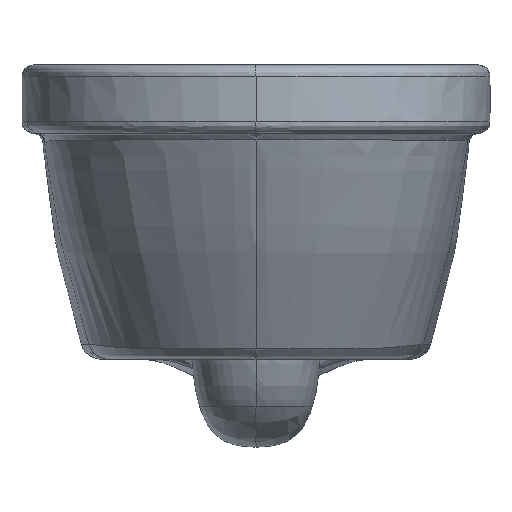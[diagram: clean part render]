
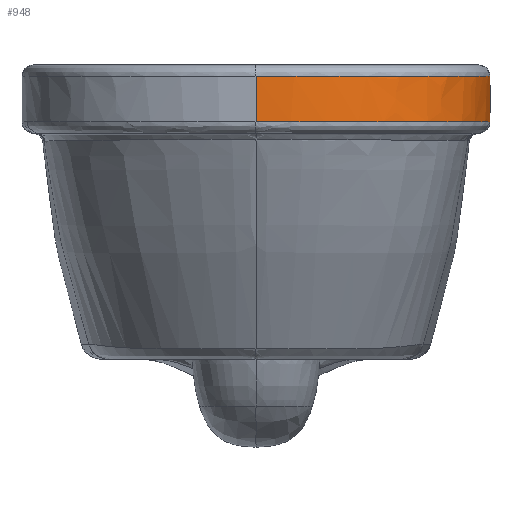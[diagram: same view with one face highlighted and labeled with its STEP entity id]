
A CAD part, front view. The second image highlights one B-rep face of the part: STEP entity #948.
In plain terms, the highlighted face is a extrusion surface.
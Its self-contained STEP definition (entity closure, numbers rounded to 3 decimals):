
#103=SURFACE_OF_LINEAR_EXTRUSION('',#5605,#799);
#169=(
BOUNDED_CURVE()
B_SPLINE_CURVE(3,(#17948,#17949,#17950,#17951,#17952,#17953,#17954,#17955,
#17956,#17957,#17958,#17959,#17960,#17961,#17962,#17963,#17964,#17965,#17966,
#17967,#17968,#17969,#17970,#17971,#17972,#17973,#17974,#17975,#17976,#17977,
#17978,#17979,#17980,#17981),.UNSPECIFIED.,.F.,.F.)
B_SPLINE_CURVE_WITH_KNOTS((4,2,2,2,2,2,2,2,2,2,2,2,2,2,2,2,4),(0.,0.025,
0.041,0.057,0.12,0.183,
0.246,0.371,0.434,0.497,
0.56,0.591,0.623,0.686,
0.749,0.874,1.),.UNSPECIFIED.)
CURVE()
GEOMETRIC_REPRESENTATION_ITEM()
RATIONAL_B_SPLINE_CURVE((1.,1.,1.,
1.,1.,1.,1.,1.,
1.,1.,1.,1.,1.,
1.,1.,1.,1.,1.,
1.,1.,1.,1.,1.,
1.,1.,1.,1.,1.,
1.,1.,1.,1.,1.,
1.))
REPRESENTATION_ITEM('')
);
#171=(
BOUNDED_CURVE()
B_SPLINE_CURVE(3,(#19218,#19219,#19220,#19221,#19222,#19223,#19224,#19225,
#19226,#19227,#19228,#19229,#19230,#19231,#19232,#19233,#19234,#19235,#19236,
#19237,#19238,#19239,#19240,#19241,#19242,#19243,#19244,#19245,#19246,#19247,
#19248,#19249,#19250,#19251),.UNSPECIFIED.,.F.,.F.)
B_SPLINE_CURVE_WITH_KNOTS((4,2,2,2,2,2,2,2,2,2,2,2,2,2,2,2,4),(0.,0.126,
0.189,0.251,0.377,0.409,
0.44,0.503,0.566,0.629,
0.692,0.754,0.88,0.943,
0.959,0.975,1.),.UNSPECIFIED.)
CURVE()
GEOMETRIC_REPRESENTATION_ITEM()
RATIONAL_B_SPLINE_CURVE((1.,1.,1.,
1.,1.,1.,1.,
1.,1.,1.,1.,
1.,1.,1.,1.,
1.,1.,1.,1.,
1.,1.,1.,1.,
1.,1.,1.,1.,
1.,1.,1.,1.,
1.,1.,1.))
REPRESENTATION_ITEM('')
);
#706=LINE('',#10924,#774);
#727=LINE('',#19422,#798);
#774=VECTOR('',#6212,1.);
#798=VECTOR('',#6318,1.);
#799=VECTOR('',#6319,1.);
#948=ADVANCED_FACE('',(#1410),#103,.T.);
#1410=FACE_OUTER_BOUND('',#1801,.T.);
#1801=EDGE_LOOP('',(#2661,#2662,#2663,#2664,#2665));
#2661=ORIENTED_EDGE('',*,*,#4821,.F.);
#2662=ORIENTED_EDGE('',*,*,#4840,.F.);
#2663=ORIENTED_EDGE('',*,*,#4839,.F.);
#2664=ORIENTED_EDGE('',*,*,#4835,.F.);
#2665=ORIENTED_EDGE('',*,*,#4522,.T.);
#3979=VERTEX_POINT('',#10901);
#3982=VERTEX_POINT('',#10922);
#4212=VERTEX_POINT('',#17947);
#4214=VERTEX_POINT('',#19156);
#4216=VERTEX_POINT('',#19189);
#4522=EDGE_CURVE('',#3982,#3979,#706,.T.);
#4821=EDGE_CURVE('',#4212,#3979,#169,.T.);
#4835=EDGE_CURVE('',#3982,#4214,#5602,.T.);
#4839=EDGE_CURVE('',#4214,#4216,#171,.T.);
#4840=EDGE_CURVE('',#4216,#4212,#727,.T.);
#5602=B_SPLINE_CURVE_WITH_KNOTS('',3,(#19152,#19153,#19154,#19155),
 .UNSPECIFIED.,.F.,.F.,(4,4),(0.,1.),.UNSPECIFIED.);
#5605=B_SPLINE_CURVE_WITH_KNOTS('',3,(#19423,#19424,#19425,#19426,#19427,
#19428,#19429,#19430,#19431,#19432,#19433,#19434,#19435,#19436,#19437,#19438,
#19439),.UNSPECIFIED.,.F.,.F.,(4,1,1,1,1,1,1,1,1,1,1,1,1,1,4),(0.,0.07,
0.15,0.19,0.231,0.311,
0.391,0.431,0.471,0.511,
0.551,0.591,0.611,0.631,
1.),.UNSPECIFIED.);
#6212=DIRECTION('',(0.,0.,1.));
#6318=DIRECTION('',(0.,0.,1.));
#6319=DIRECTION('',(0.,0.,-1.));
#10901=CARTESIAN_POINT('',(204.957,-360.021,-10.));
#10922=CARTESIAN_POINT('',(204.957,-360.021,-50.));
#10924=CARTESIAN_POINT('',(204.957,-360.021,0.));
#17947=CARTESIAN_POINT('',(0.,-580.,-10.));
#17948=CARTESIAN_POINT('',(0.,-580.001,-10.));
#17949=CARTESIAN_POINT('',(2.777,-579.959,-10.));
#17950=CARTESIAN_POINT('',(5.615,-579.91,-10.));
#17951=CARTESIAN_POINT('',(10.314,-579.724,-10.));
#17952=CARTESIAN_POINT('',(12.138,-579.623,-10.));
#17953=CARTESIAN_POINT('',(15.738,-579.361,-10.));
#17954=CARTESIAN_POINT('',(17.525,-579.202,-10.));
#17955=CARTESIAN_POINT('',(26.402,-578.294,-10.));
#17956=CARTESIAN_POINT('',(33.387,-577.214,-10.));
#17957=CARTESIAN_POINT('',(47.27,-574.452,-10.));
#17958=CARTESIAN_POINT('',(54.153,-572.77,-10.));
#17959=CARTESIAN_POINT('',(67.822,-568.837,-10.));
#17960=CARTESIAN_POINT('',(74.581,-566.597,-10.));
#17961=CARTESIAN_POINT('',(94.447,-559.087,-10.));
#17962=CARTESIAN_POINT('',(107.285,-552.992,-10.));
#17963=CARTESIAN_POINT('',(125.609,-541.657,-10.));
#17964=CARTESIAN_POINT('',(131.597,-537.49,-10.));
#17965=CARTESIAN_POINT('',(142.949,-528.522,-10.));
#17966=CARTESIAN_POINT('',(148.337,-523.714,-10.));
#17967=CARTESIAN_POINT('',(158.467,-513.374,-10.));
#17968=CARTESIAN_POINT('',(163.197,-507.846,-10.));
#17969=CARTESIAN_POINT('',(169.748,-499.02,-10.));
#17970=CARTESIAN_POINT('',(171.84,-495.989,-10.));
#17971=CARTESIAN_POINT('',(175.779,-489.839,-10.));
#17972=CARTESIAN_POINT('',(177.635,-486.709,-10.));
#17973=CARTESIAN_POINT('',(182.865,-477.154,-10.));
#17974=CARTESIAN_POINT('',(185.884,-470.577,-10.));
#17975=CARTESIAN_POINT('',(191.103,-457.136,-10.));
#17976=CARTESIAN_POINT('',(193.316,-450.229,-10.));
#17977=CARTESIAN_POINT('',(198.872,-429.427,-10.));
#17978=CARTESIAN_POINT('',(201.143,-415.509,-10.));
#17979=CARTESIAN_POINT('',(204.051,-387.722,-10.));
#17980=CARTESIAN_POINT('',(204.683,-373.843,-10.));
#17981=CARTESIAN_POINT('',(204.957,-360.021,-10.));
#19152=CARTESIAN_POINT('',(204.957,-360.021,-50.));
#19153=CARTESIAN_POINT('',(204.956,-360.088,-50.));
#19154=CARTESIAN_POINT('',(204.954,-360.154,-50.));
#19155=CARTESIAN_POINT('',(204.953,-360.221,-50.));
#19156=CARTESIAN_POINT('',(204.953,-360.221,-50.));
#19189=CARTESIAN_POINT('',(0.,-580.,-50.));
#19218=CARTESIAN_POINT('',(204.953,-360.221,-50.));
#19219=CARTESIAN_POINT('',(204.676,-374.032,-50.));
#19220=CARTESIAN_POINT('',(204.04,-387.92,-50.));
#19221=CARTESIAN_POINT('',(201.836,-408.843,-50.));
#19222=CARTESIAN_POINT('',(200.886,-415.849,-50.));
#19223=CARTESIAN_POINT('',(198.447,-429.731,-50.));
#19224=CARTESIAN_POINT('',(196.956,-436.621,-50.));
#19225=CARTESIAN_POINT('',(191.478,-457.075,-50.));
#19226=CARTESIAN_POINT('',(186.502,-470.466,-50.));
#19227=CARTESIAN_POINT('',(177.731,-486.544,-50.));
#19228=CARTESIAN_POINT('',(175.857,-489.71,-50.));
#19229=CARTESIAN_POINT('',(171.931,-495.853,-50.));
#19230=CARTESIAN_POINT('',(169.871,-498.844,-50.));
#19231=CARTESIAN_POINT('',(163.408,-507.579,-50.));
#19232=CARTESIAN_POINT('',(158.718,-513.095,-50.));
#19233=CARTESIAN_POINT('',(148.589,-523.479,-50.));
#19234=CARTESIAN_POINT('',(143.129,-528.369,-50.));
#19235=CARTESIAN_POINT('',(131.76,-537.372,-50.));
#19236=CARTESIAN_POINT('',(125.86,-541.488,-50.));
#19237=CARTESIAN_POINT('',(113.676,-549.052,-50.));
#19238=CARTESIAN_POINT('',(107.387,-552.498,-50.));
#19239=CARTESIAN_POINT('',(94.468,-558.765,-50.));
#19240=CARTESIAN_POINT('',(87.874,-561.571,-50.));
#19241=CARTESIAN_POINT('',(68.,-569.088,-50.));
#19242=CARTESIAN_POINT('',(54.505,-572.994,-50.));
#19243=CARTESIAN_POINT('',(33.695,-577.162,-50.));
#19244=CARTESIAN_POINT('',(26.678,-578.258,-50.));
#19245=CARTESIAN_POINT('',(17.708,-579.186,-50.));
#19246=CARTESIAN_POINT('',(15.898,-579.348,-50.));
#19247=CARTESIAN_POINT('',(12.249,-579.616,-50.));
#19248=CARTESIAN_POINT('',(10.402,-579.719,-50.));
#19249=CARTESIAN_POINT('',(5.656,-579.909,-50.));
#19250=CARTESIAN_POINT('',(2.796,-579.959,-50.));
#19251=CARTESIAN_POINT('',(0.,-580.001,-50.));
#19422=CARTESIAN_POINT('',(0.,-580.,-30.));
#19423=CARTESIAN_POINT('',(204.957,-360.021,0.));
#19424=CARTESIAN_POINT('',(204.707,-372.646,0.));
#19425=CARTESIAN_POINT('',(203.525,-399.692,0.));
#19426=CARTESIAN_POINT('',(198.364,-433.555,0.));
#19427=CARTESIAN_POINT('',(189.952,-461.199,0.));
#19428=CARTESIAN_POINT('',(178.388,-487.625,0.));
#19429=CARTESIAN_POINT('',(157.324,-517.28,0.));
#19430=CARTESIAN_POINT('',(129.173,-540.182,0.));
#19431=CARTESIAN_POINT('',(104.12,-554.46,0.));
#19432=CARTESIAN_POINT('',(84.339,-563.215,0.));
#19433=CARTESIAN_POINT('',(63.891,-570.254,0.));
#19434=CARTESIAN_POINT('',(42.944,-575.62,0.));
#19435=CARTESIAN_POINT('',(25.161,-578.55,0.));
#19436=CARTESIAN_POINT('',(10.804,-579.815,0.));
#19437=CARTESIAN_POINT('',(-62.619,-581.139,0.));
#19438=CARTESIAN_POINT('',(-131.899,-578.564,0.));
#19439=CARTESIAN_POINT('',(-197.605,-576.121,0.));
